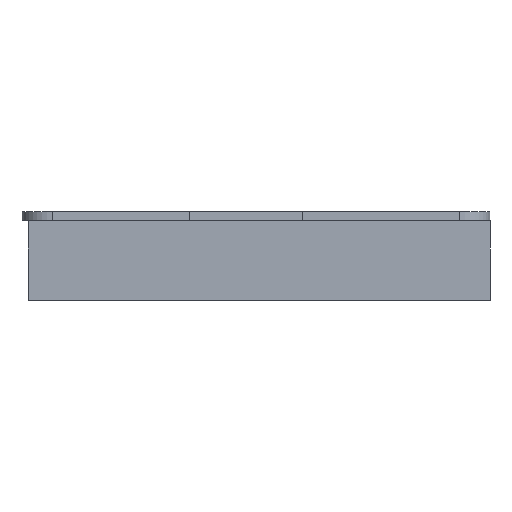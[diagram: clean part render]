
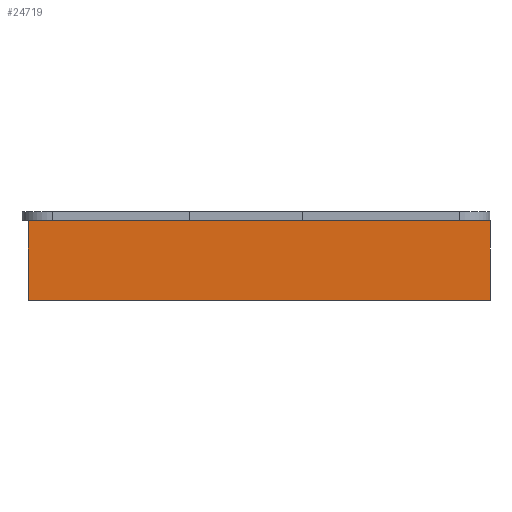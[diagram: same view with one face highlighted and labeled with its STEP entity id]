
A CAD part, front view. The second image highlights one B-rep face of the part: STEP entity #24719.
In plain terms, the highlighted planar face has unit normal (0, -1, 0).
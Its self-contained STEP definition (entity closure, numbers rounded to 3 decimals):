
#3307=FACE_OUTER_BOUND('',#4820,.T.);
#4820=EDGE_LOOP('',(#22432,#22433,#22434,#22435));
#7375=LINE('',#42175,#9917);
#7376=LINE('',#42178,#9918);
#7377=LINE('',#42180,#9919);
#7378=LINE('',#42181,#9920);
#9917=VECTOR('',#32629,10.);
#9918=VECTOR('',#32632,10.);
#9919=VECTOR('',#32633,10.);
#9920=VECTOR('',#32634,10.);
#12170=VERTEX_POINT('',#42168);
#12173=VERTEX_POINT('',#42173);
#12174=VERTEX_POINT('',#42177);
#12175=VERTEX_POINT('',#42179);
#15599=EDGE_CURVE('',#12170,#12173,#7375,.T.);
#15600=EDGE_CURVE('',#12174,#12170,#7376,.T.);
#15601=EDGE_CURVE('',#12175,#12173,#7377,.T.);
#15602=EDGE_CURVE('',#12174,#12175,#7378,.T.);
#22432=ORIENTED_EDGE('',*,*,#15600,.T.);
#22433=ORIENTED_EDGE('',*,*,#15599,.T.);
#22434=ORIENTED_EDGE('',*,*,#15601,.F.);
#22435=ORIENTED_EDGE('',*,*,#15602,.F.);
#23369=PLANE('',#26652);
#24719=ADVANCED_FACE('',(#3307),#23369,.T.);
#26652=AXIS2_PLACEMENT_3D('',#42176,#32630,#32631);
#32629=DIRECTION('',(0.,0.,1.));
#32630=DIRECTION('center_axis',(0.,-1.,0.));
#32631=DIRECTION('ref_axis',(1.,0.,0.));
#32632=DIRECTION('',(1.,0.,0.));
#32633=DIRECTION('',(1.,0.,0.));
#32634=DIRECTION('',(0.,0.,1.));
#42168=CARTESIAN_POINT('',(9.5,-77.45,0.));
#42173=CARTESIAN_POINT('',(9.5,-77.45,13.));
#42175=CARTESIAN_POINT('',(9.5,-77.45,0.));
#42176=CARTESIAN_POINT('Origin',(-65.95,-77.45,0.));
#42177=CARTESIAN_POINT('',(-65.95,-77.45,0.));
#42178=CARTESIAN_POINT('',(-65.95,-77.45,0.));
#42179=CARTESIAN_POINT('',(-65.95,-77.45,13.));
#42180=CARTESIAN_POINT('',(-65.95,-77.45,13.));
#42181=CARTESIAN_POINT('',(-65.95,-77.45,0.));
